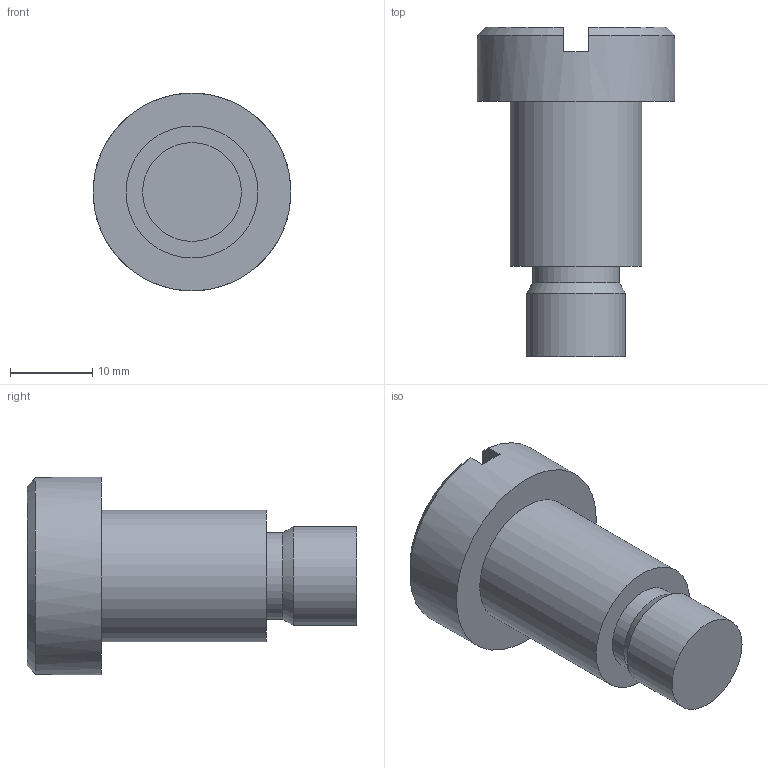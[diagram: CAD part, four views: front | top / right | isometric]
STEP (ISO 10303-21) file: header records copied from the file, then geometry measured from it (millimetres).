
FILE_DESCRIPTION (( 'STEP AP214' ), '1' );
FILE_NAME ('Part7.STEP', '2025-08-08T14:54:02', ( '' ), ( '' ), 'SwSTEP 2.0', 'SolidWorks 2025', '' );
FILE_SCHEMA (( 'AUTOMOTIVE_DESIGN' ));
Length unit declared in the file: millimetre
Products named in the file (1): Part7
Bounding box: 24 x 40 x 24 mm (x, y, z)
Volume: 9017.1 mm3; surface area: 3105.3 mm2
Topology: 1 solids, 1 shells, 15 faces, 31 edges, 20 vertices
Faces by surface type: plane 8, cylinder 4, cone 3
Full cylindrical faces by diameter (mm): 10.5 x1, 12 x1, 16 x1, 24 x1
Entity records: 395 total; most frequent: CARTESIAN_POINT 72, DIRECTION 66, ORIENTED_EDGE 50, AXIS2_PLACEMENT_3D 29, EDGE_CURVE 25, EDGE_LOOP 22, VERTEX_POINT 19, FACE_OUTER_BOUND 19
